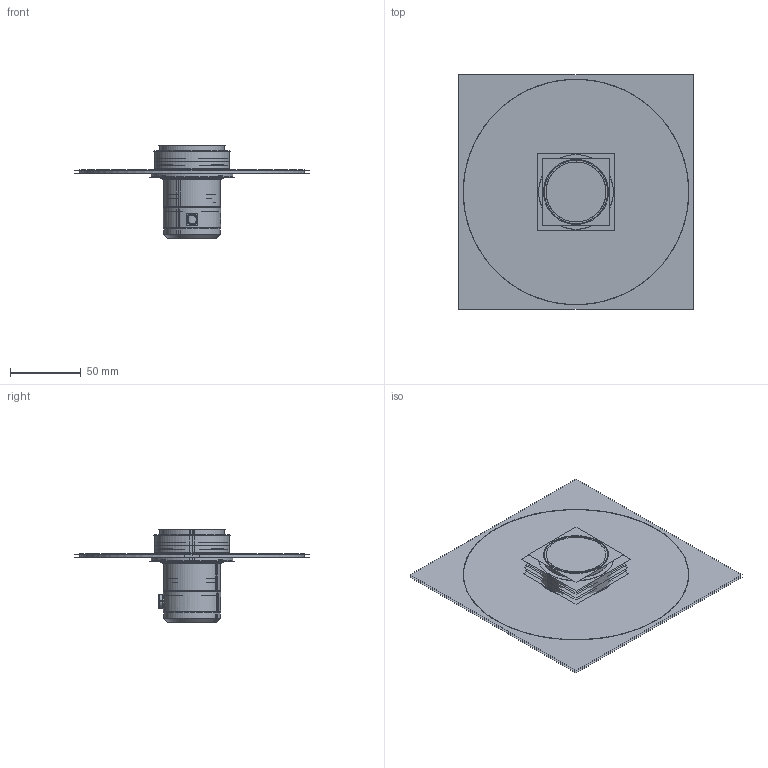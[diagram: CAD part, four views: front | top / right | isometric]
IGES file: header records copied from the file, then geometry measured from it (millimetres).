
Start section:  PTC IGES file: CR 00720 0 x rendering.igs
Global section: file name: CR 00720 0 x rendering.igs; native system: Pro/ENGINEER by Parametric Technology Corporation; preprocessor: 2004150; author: adrianoz; organization: Unknown; date: 201012.110224; units: millimetre
Bounding box: 166.4 x 166.4 x 66.17 mm (x, y, z)
Volume: 83052.1 mm3; surface area: 402369.2 mm2
Topology: 12 solids, 22 shells, 2130 faces, 11008 edges, 13897 vertices
Faces by surface type: revolution 1094, bspline 1036
